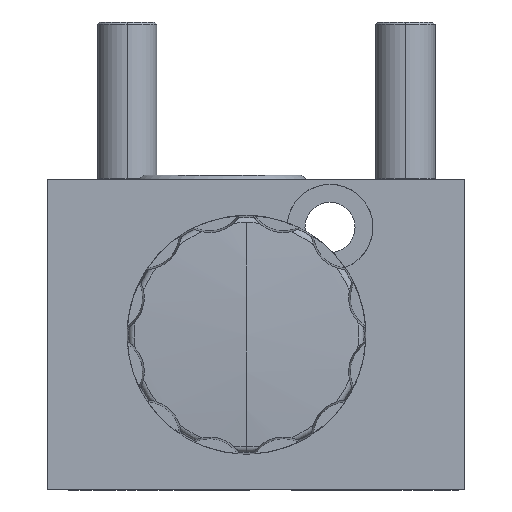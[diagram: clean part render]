
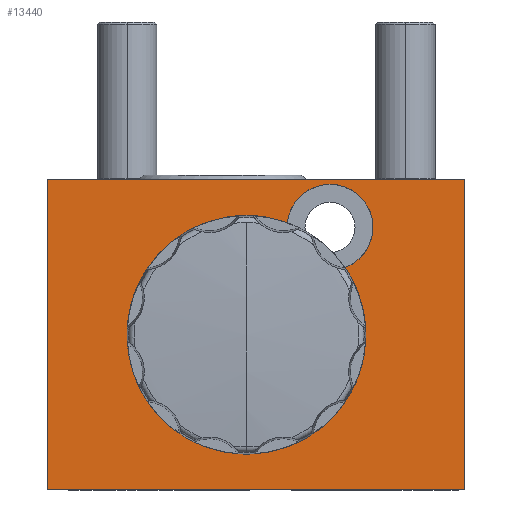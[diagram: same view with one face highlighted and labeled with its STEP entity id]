
A CAD part, left-side view. The second image highlights one B-rep face of the part: STEP entity #13440.
In plain terms, the highlighted planar face has unit normal (-1, 0, 0).
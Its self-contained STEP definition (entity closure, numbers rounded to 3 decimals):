
#502 = CARTESIAN_POINT ( 'NONE',  ( 0., 0., 26. ) ) ;
#684 = CARTESIAN_POINT ( 'NONE',  ( 0., 18.3, 13. ) ) ;
#800 = EDGE_LOOP ( 'NONE', ( #5914, #15610, #11270, #3616 ) ) ;
#848 = CARTESIAN_POINT ( 'NONE',  ( 0., 0., 0. ) ) ;
#866 = VERTEX_POINT ( 'NONE', #2759 ) ;
#906 = VECTOR ( 'NONE', #5039, 1000. ) ;
#962 = LINE ( 'NONE', #3718, #4271 ) ;
#1097 = EDGE_CURVE ( 'NONE', #14510, #10544, #12100, .T. ) ;
#1187 = CIRCLE ( 'NONE', #5912, 9. ) ;
#1662 = VERTEX_POINT ( 'NONE', #5899 ) ;
#1831 = CIRCLE ( 'NONE', #5573, 9. ) ;
#1893 = EDGE_CURVE ( 'NONE', #866, #4269, #2712, .T. ) ;
#1930 = DIRECTION ( 'NONE',  ( 0., 0., -1. ) ) ;
#1999 = DIRECTION ( 'NONE',  ( -1., 0., 0. ) ) ;
#2180 = CARTESIAN_POINT ( 'NONE',  ( 0., 18.3, 13. ) ) ;
#2411 = DIRECTION ( 'NONE',  ( 0., 0., -1. ) ) ;
#2698 = CARTESIAN_POINT ( 'NONE',  ( 0., 0., 0. ) ) ;
#2712 = LINE ( 'NONE', #848, #12241 ) ;
#2737 = CARTESIAN_POINT ( 'NONE',  ( 0., 35., 26. ) ) ;
#2759 = CARTESIAN_POINT ( 'NONE',  ( 0., 35., 0. ) ) ;
#3414 = DIRECTION ( 'NONE',  ( 0., 0., -1. ) ) ;
#3424 = EDGE_LOOP ( 'NONE', ( #7605, #7074, #14181, #12857, #11046 ) ) ;
#3526 = DIRECTION ( 'NONE',  ( 1., 0., 0. ) ) ;
#3616 = ORIENTED_EDGE ( 'NONE', *, *, #7921, .T. ) ;
#3686 = VERTEX_POINT ( 'NONE', #14954 ) ;
#3718 = CARTESIAN_POINT ( 'NONE',  ( 0., 35., 26. ) ) ;
#4269 = VERTEX_POINT ( 'NONE', #2698 ) ;
#4271 = VECTOR ( 'NONE', #11180, 1000. ) ;
#4380 = AXIS2_PLACEMENT_3D ( 'NONE', #12077, #4642, #13302 ) ;
#4613 = LINE ( 'NONE', #12476, #906 ) ;
#4642 = DIRECTION ( 'NONE',  ( 1., 0., 0. ) ) ;
#5039 = DIRECTION ( 'NONE',  ( 0., 0., -1. ) ) ;
#5054 = EDGE_CURVE ( 'NONE', #14510, #10562, #11346, .T. ) ;
#5573 = AXIS2_PLACEMENT_3D ( 'NONE', #2180, #10883, #3414 ) ;
#5899 = CARTESIAN_POINT ( 'NONE',  ( 0., 27.3, 13. ) ) ;
#5912 = AXIS2_PLACEMENT_3D ( 'NONE', #684, #9366, #1930 ) ;
#5914 = ORIENTED_EDGE ( 'NONE', *, *, #1893, .T. ) ;
#6490 = DIRECTION ( 'NONE',  ( -1., 0., 0. ) ) ;
#6873 = VERTEX_POINT ( 'NONE', #2737 ) ;
#7047 = PLANE ( 'NONE',  #4380 ) ;
#7059 = CARTESIAN_POINT ( 'NONE',  ( 0., 18.3, 13. ) ) ;
#7074 = ORIENTED_EDGE ( 'NONE', *, *, #11675, .T. ) ;
#7292 = VERTEX_POINT ( 'NONE', #9775 ) ;
#7605 = ORIENTED_EDGE ( 'NONE', *, *, #1097, .T. ) ;
#7611 = EDGE_CURVE ( 'NONE', #10562, #7292, #15915, .T. ) ;
#7728 = FACE_OUTER_BOUND ( 'NONE', #800, .T. ) ;
#7921 = EDGE_CURVE ( 'NONE', #6873, #866, #962, .T. ) ;
#8065 = AXIS2_PLACEMENT_3D ( 'NONE', #7059, #3526, #2411 ) ;
#8119 = FACE_BOUND ( 'NONE', #3424, .T. ) ;
#9100 = VECTOR ( 'NONE', #11696, 1000. ) ;
#9366 = DIRECTION ( 'NONE',  ( 1., 0., 0. ) ) ;
#9440 = CARTESIAN_POINT ( 'NONE',  ( 0., 11.3, 22. ) ) ;
#9445 = AXIS2_PLACEMENT_3D ( 'NONE', #13937, #6490, #15184 ) ;
#9775 = CARTESIAN_POINT ( 'NONE',  ( 0., 14.832, 21.305 ) ) ;
#10468 = DIRECTION ( 'NONE',  ( 0., -1., 0. ) ) ;
#10544 = VERTEX_POINT ( 'NONE', #11545 ) ;
#10562 = VERTEX_POINT ( 'NONE', #12839 ) ;
#10717 = DIRECTION ( 'NONE',  ( 0., 0., 1. ) ) ;
#10883 = DIRECTION ( 'NONE',  ( 1., 0., 0. ) ) ;
#11046 = ORIENTED_EDGE ( 'NONE', *, *, #5054, .F. ) ;
#11180 = DIRECTION ( 'NONE',  ( 0., 0., -1. ) ) ;
#11270 = ORIENTED_EDGE ( 'NONE', *, *, #13293, .F. ) ;
#11346 = CIRCLE ( 'NONE', #9445, 3.6 ) ;
#11545 = CARTESIAN_POINT ( 'NONE',  ( 0., 9.3, 13. ) ) ;
#11675 = EDGE_CURVE ( 'NONE', #10544, #1662, #1831, .T. ) ;
#11696 = DIRECTION ( 'NONE',  ( 0., -1., 0. ) ) ;
#12077 = CARTESIAN_POINT ( 'NONE',  ( 0., 0., 26. ) ) ;
#12100 = CIRCLE ( 'NONE', #8065, 9. ) ;
#12241 = VECTOR ( 'NONE', #10468, 1000. ) ;
#12476 = CARTESIAN_POINT ( 'NONE',  ( 0., 0., 26. ) ) ;
#12822 = EDGE_CURVE ( 'NONE', #1662, #7292, #1187, .T. ) ;
#12839 = CARTESIAN_POINT ( 'NONE',  ( 0., 11.3, 25.6 ) ) ;
#12857 = ORIENTED_EDGE ( 'NONE', *, *, #7611, .F. ) ;
#12863 = CARTESIAN_POINT ( 'NONE',  ( 0., 11.104, 18.405 ) ) ;
#13293 = EDGE_CURVE ( 'NONE', #6873, #3686, #13565, .T. ) ;
#13302 = DIRECTION ( 'NONE',  ( 0., 0., -1. ) ) ;
#13440 = ADVANCED_FACE ( 'NONE', ( #8119, #7728 ), #7047, .F. ) ;
#13565 = LINE ( 'NONE', #502, #9100 ) ;
#13937 = CARTESIAN_POINT ( 'NONE',  ( 0., 11.3, 22. ) ) ;
#14073 = EDGE_CURVE ( 'NONE', #3686, #4269, #4613, .T. ) ;
#14181 = ORIENTED_EDGE ( 'NONE', *, *, #12822, .T. ) ;
#14510 = VERTEX_POINT ( 'NONE', #12863 ) ;
#14954 = CARTESIAN_POINT ( 'NONE',  ( 0., 0., 26. ) ) ;
#14983 = AXIS2_PLACEMENT_3D ( 'NONE', #9440, #1999, #10717 ) ;
#15184 = DIRECTION ( 'NONE',  ( 0., 0., 1. ) ) ;
#15610 = ORIENTED_EDGE ( 'NONE', *, *, #14073, .F. ) ;
#15915 = CIRCLE ( 'NONE', #14983, 3.6 ) ;
